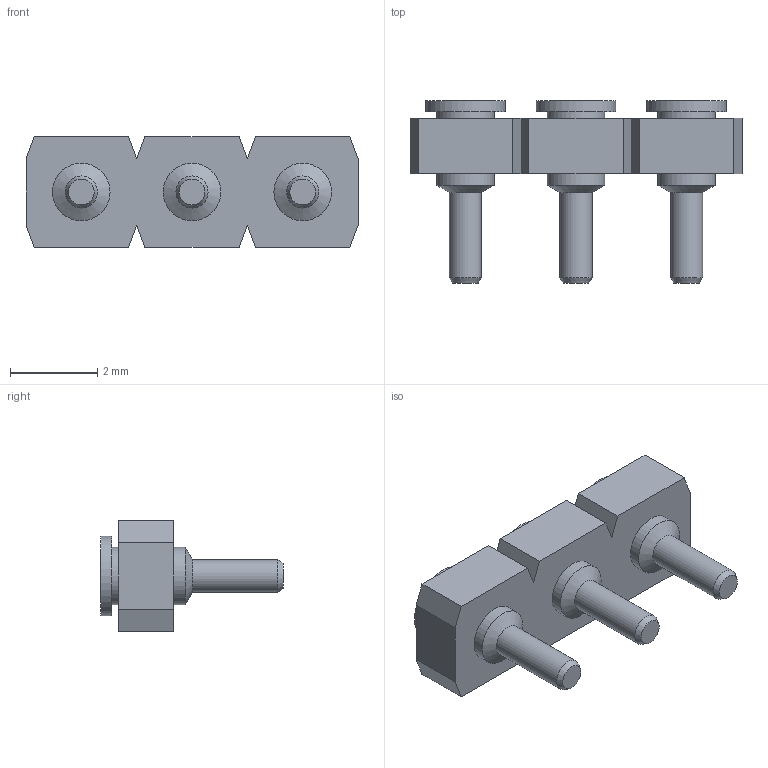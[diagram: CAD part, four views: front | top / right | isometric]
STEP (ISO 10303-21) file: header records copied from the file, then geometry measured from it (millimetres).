
FILE_DESCRIPTION(/* description */ ('STEP AP214'),/* implementation_level */ '2;1');
FILE_NAME(/* name */ 'SL-103-G-39',/* time_stamp */ '2025-04-25T20:32:08+02:00',/* author */ ('License CC BY-ND 4.0'),/* organization */ ('CADENAS'),/* preprocessor_version */ 'ST-DEVELOPER v19.3',/* originating_system */ 'PARTsolutions',/* authorisation */ ' ');
FILE_SCHEMA (('AUTOMOTIVE_DESIGN {1 0 10303 214 3 1 1}'));
Length unit declared in the file: inch
Products named in the file (3): SL-103-G-39; SL-103_socket; EZ-8P1_pins
Assembly tree (4 placements, depth 2):
  SL-103-G-39
    SL-103_socket
    EZ-8P1_pins  x3
Bounding box: 7.62 x 4.19 x 2.54 mm (x, y, z)
Volume: 25.2 mm3; surface area: 158.2 mm2
Topology: 4 solids, 4 shells, 82 faces, 168 edges, 106 vertices
Faces by surface type: plane 40, cylinder 24, cone 18
Full cylindrical faces by diameter (mm): 0.533 x3, 0.737 x3, 0.914 x3, 1.016 x3, 1.321 x9, 1.829 x3
Entity records: 1254 total; most frequent: DIRECTION 206, CARTESIAN_POINT 198, ORIENTED_EDGE 168, EDGE_CURVE 84, AXIS2_PLACEMENT_3D 73, FACE_BOUND 71, EDGE_LOOP 70, VERTEX_POINT 65
